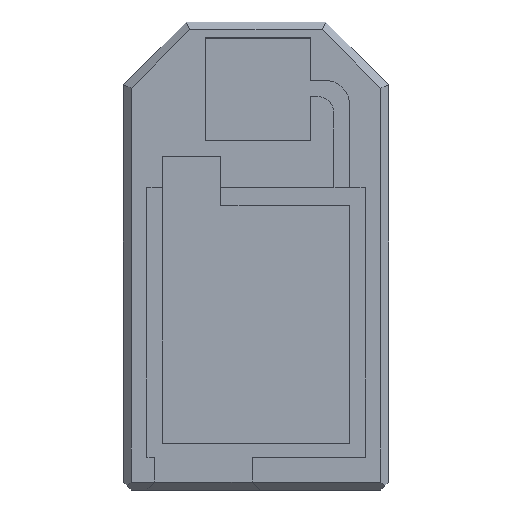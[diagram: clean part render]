
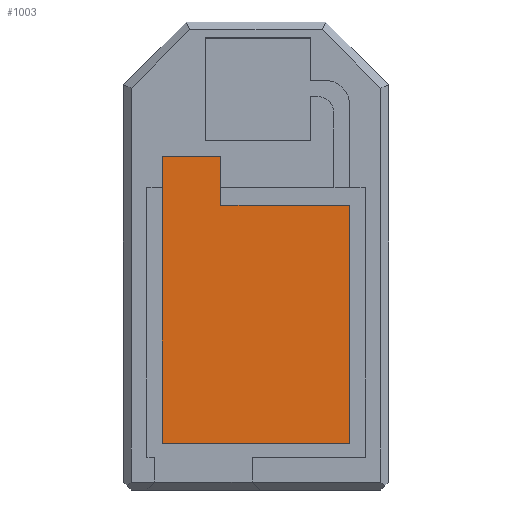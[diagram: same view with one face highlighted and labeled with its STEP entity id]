
A CAD part, top view. The second image highlights one B-rep face of the part: STEP entity #1003.
In plain terms, the highlighted planar face has unit normal (0, 0, 1).
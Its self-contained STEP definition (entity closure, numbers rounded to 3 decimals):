
#39=FACE_OUTER_BOUND('',#93,.T.);
#93=EDGE_LOOP('',(#765,#766,#767,#768,#769,#770));
#212=LINE('',#1546,#352);
#215=LINE('',#1551,#355);
#217=LINE('',#1555,#357);
#218=LINE('',#1558,#358);
#220=LINE('',#1562,#360);
#221=LINE('',#1563,#361);
#352=VECTOR('',#1230,24.);
#355=VECTOR('',#1235,30.5);
#357=VECTOR('',#1239,16.5);
#358=VECTOR('',#1242,36.75);
#360=VECTOR('',#1246,6.25);
#361=VECTOR('',#1247,7.5);
#483=VERTEX_POINT('',#1543);
#484=VERTEX_POINT('',#1545);
#485=VERTEX_POINT('',#1549);
#486=VERTEX_POINT('',#1553);
#487=VERTEX_POINT('',#1557);
#488=VERTEX_POINT('',#1561);
#586=EDGE_CURVE('',#483,#484,#212,.T.);
#589=EDGE_CURVE('',#485,#483,#215,.T.);
#591=EDGE_CURVE('',#486,#485,#217,.T.);
#592=EDGE_CURVE('',#484,#487,#218,.T.);
#594=EDGE_CURVE('',#486,#488,#220,.T.);
#595=EDGE_CURVE('',#487,#488,#221,.T.);
#765=ORIENTED_EDGE('',*,*,#586,.F.);
#766=ORIENTED_EDGE('',*,*,#589,.F.);
#767=ORIENTED_EDGE('',*,*,#591,.F.);
#768=ORIENTED_EDGE('',*,*,#594,.T.);
#769=ORIENTED_EDGE('',*,*,#595,.F.);
#770=ORIENTED_EDGE('',*,*,#592,.F.);
#951=PLANE('',#1073);
#1003=ADVANCED_FACE('',(#39),#951,.T.);
#1073=AXIS2_PLACEMENT_3D('',#1560,#1244,#1245);
#1230=DIRECTION('',(-1.,0.,0.));
#1235=DIRECTION('',(0.,-1.,0.));
#1239=DIRECTION('',(1.,0.,0.));
#1242=DIRECTION('',(0.,1.,0.));
#1244=DIRECTION('center_axis',(0.,0.,1.));
#1245=DIRECTION('ref_axis',(1.,0.,0.));
#1246=DIRECTION('',(0.,1.,0.));
#1247=DIRECTION('',(1.,0.,0.));
#1543=CARTESIAN_POINT('',(12.,-23.,1.1));
#1545=CARTESIAN_POINT('',(-12.,-23.,1.1));
#1546=CARTESIAN_POINT('',(12.,-23.,1.1));
#1549=CARTESIAN_POINT('',(12.,7.5,1.1));
#1551=CARTESIAN_POINT('',(12.,7.5,1.1));
#1553=CARTESIAN_POINT('',(-4.5,7.5,1.1));
#1555=CARTESIAN_POINT('',(-4.5,7.5,1.1));
#1557=CARTESIAN_POINT('',(-12.,13.75,1.1));
#1558=CARTESIAN_POINT('',(-12.,-23.,1.1));
#1560=CARTESIAN_POINT('Origin',(0.,0.,1.1));
#1561=CARTESIAN_POINT('',(-4.5,13.75,1.1));
#1562=CARTESIAN_POINT('',(-4.5,7.5,1.1));
#1563=CARTESIAN_POINT('',(-12.,13.75,1.1));
